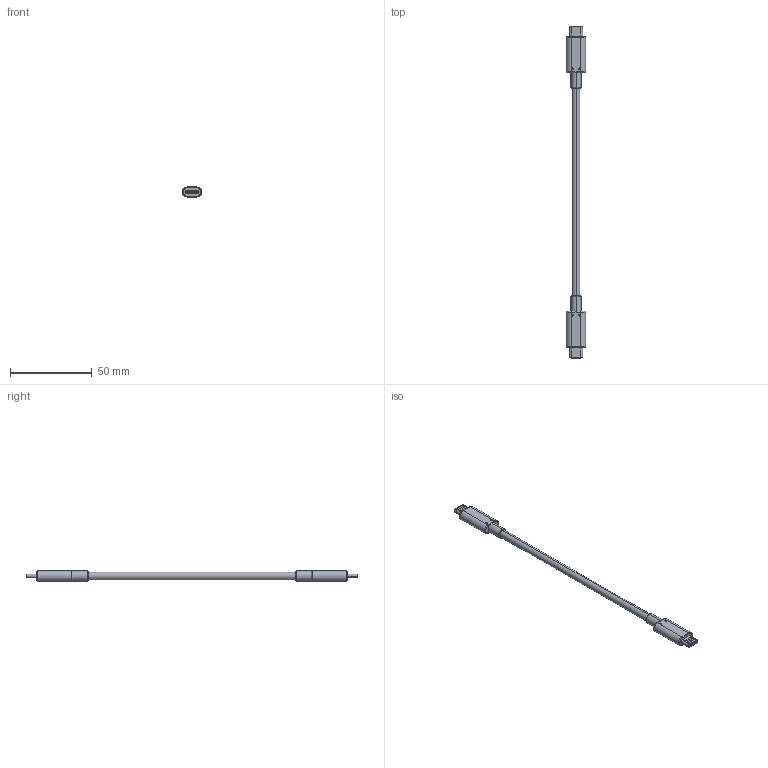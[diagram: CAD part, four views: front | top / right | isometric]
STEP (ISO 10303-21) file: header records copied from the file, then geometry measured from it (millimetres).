
FILE_DESCRIPTION (( 'STEP AP214' ), '1' );
FILE_NAME ('U1A00002.STEP', '2018-05-18T17:36:50', ( '' ), ( '' ), 'SwSTEP 2.0', 'SolidWorks 2017', '' );
FILE_SCHEMA (( 'AUTOMOTIVE_DESIGN' ));
Length unit declared in the file: inch
Products named in the file (4): 1AA05-099-MA1; U1A00002; U1A00002-MA2; U1A00002-MA1
Assembly tree (5 placements, depth 2):
  U1A00002
    U1A00002-MA1
    U1A00002-MA2  x2
    1AA05-099-MA1  x2
Bounding box: 12 x 203.3 x 6.2 mm (x, y, z)
Volume: 6054.8 mm3; surface area: 5194.8 mm2
Topology: 5 solids, 5 shells, 1890 faces, 5094 edges, 3358 vertices
Faces by surface type: plane 1314, cylinder 472, bspline 64, torus 32, cone 8
Entity records: 36558 total; most frequent: CARTESIAN_POINT 7316, ORIENTED_EDGE 5100, DIRECTION 4823, EDGE_CURVE 2550, LINE 1975, VECTOR 1975, VERTEX_POINT 1681, AXIS2_PLACEMENT_3D 1424
